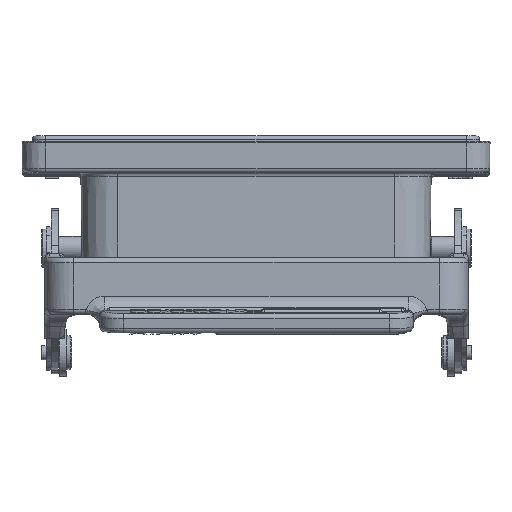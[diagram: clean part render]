
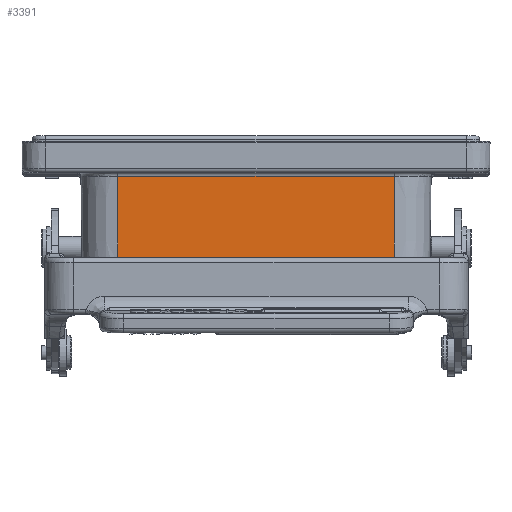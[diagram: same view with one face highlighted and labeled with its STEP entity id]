
A CAD part, top view. The second image highlights one B-rep face of the part: STEP entity #3391.
In plain terms, the highlighted planar face has unit normal (0, -0.009, 1).
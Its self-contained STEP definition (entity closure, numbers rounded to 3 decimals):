
#2203=PLANE('',#30724);
#3391=ADVANCED_FACE('',(#5574),#2203,.T.);
#5574=FACE_OUTER_BOUND('',#7308,.T.);
#7308=EDGE_LOOP('',(#14371,#14372,#14373,#14374));
#14371=ORIENTED_EDGE('',*,*,#23129,.T.);
#14372=ORIENTED_EDGE('',*,*,#23130,.T.);
#14373=ORIENTED_EDGE('',*,*,#23092,.T.);
#14374=ORIENTED_EDGE('',*,*,#23128,.T.);
#19561=VERTEX_POINT('',#48427);
#19562=VERTEX_POINT('',#48437);
#19582=VERTEX_POINT('',#48506);
#19583=VERTEX_POINT('',#48510);
#23092=EDGE_CURVE('',#19561,#19562,#26086,.T.);
#23128=EDGE_CURVE('',#19562,#19582,#26105,.T.);
#23129=EDGE_CURVE('',#19582,#19583,#26106,.T.);
#23130=EDGE_CURVE('',#19583,#19561,#26107,.T.);
#26086=LINE('',#48436,#28124);
#26105=LINE('',#48507,#28143);
#26106=LINE('',#48509,#28144);
#26107=LINE('',#48511,#28145);
#28124=VECTOR('',#37003,1.);
#28143=VECTOR('',#37084,1.);
#28144=VECTOR('',#37087,1.);
#28145=VECTOR('',#37088,1.);
#30724=AXIS2_PLACEMENT_3D('',#48512,#37089,#37090);
#37003=DIRECTION('',(0.,-1.,-0.009));
#37084=DIRECTION('',(1.,0.,0.));
#37087=DIRECTION('',(0.,1.,0.009));
#37088=DIRECTION('',(-1.,0.,0.));
#37089=DIRECTION('',(0.,-0.009,1.));
#37090=DIRECTION('',(-1.,0.,0.));
#48427=CARTESIAN_POINT('',(-29.,18.207,21.659));
#48436=CARTESIAN_POINT('',(-29.,9.037,21.579));
#48437=CARTESIAN_POINT('',(-29.,0.,21.5));
#48506=CARTESIAN_POINT('',(29.,0.,21.5));
#48507=CARTESIAN_POINT('',(-29.,0.,21.5));
#48509=CARTESIAN_POINT('',(29.,9.037,21.579));
#48510=CARTESIAN_POINT('',(29.,18.207,21.659));
#48511=CARTESIAN_POINT('',(29.,18.207,21.659));
#48512=CARTESIAN_POINT('',(-38.853,0.,21.5));
